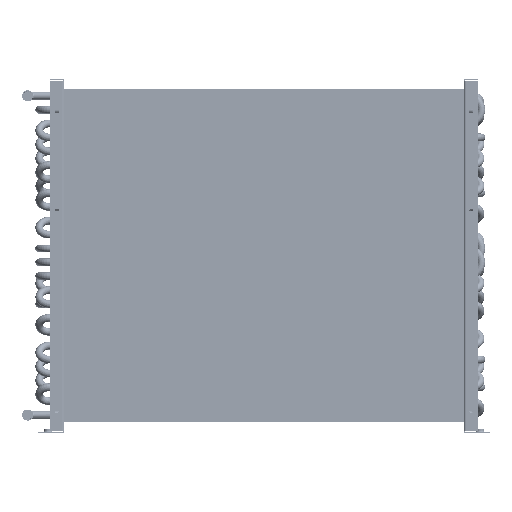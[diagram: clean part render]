
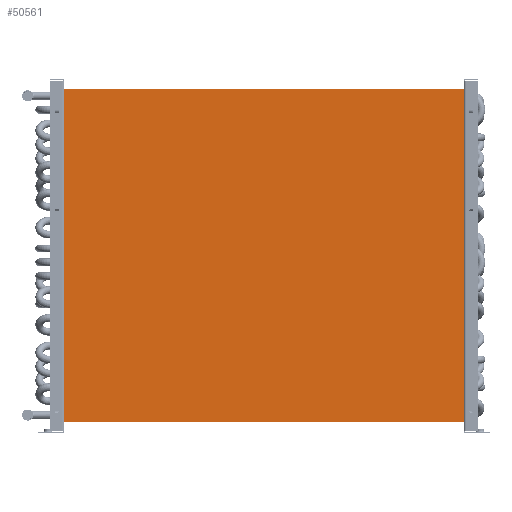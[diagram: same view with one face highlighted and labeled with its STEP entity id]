
A CAD part, left-side view. The second image highlights one B-rep face of the part: STEP entity #50561.
In plain terms, the highlighted planar face has unit normal (-1, 0, 0).
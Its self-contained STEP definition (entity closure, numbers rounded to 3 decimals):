
#46918=DIRECTION('',(0.,0.,1.));
#46919=VECTOR('',#46918,300.);
#46920=CARTESIAN_POINT('',(-31.25,180.,-150.));
#46921=LINE('',#46920,#46919);
#47406=DIRECTION('',(0.,0.,1.));
#47407=VECTOR('',#47406,300.);
#47408=CARTESIAN_POINT('',(-31.25,-180.,-150.));
#47409=LINE('',#47408,#47407);
#47410=DIRECTION('',(0.,-1.,0.));
#47411=VECTOR('',#47410,360.);
#47412=CARTESIAN_POINT('',(-31.25,180.,-150.));
#47413=LINE('',#47412,#47411);
#47418=DIRECTION('',(0.,-1.,0.));
#47419=VECTOR('',#47418,360.);
#47420=CARTESIAN_POINT('',(-31.25,180.,150.));
#47421=LINE('',#47420,#47419);
#47482=CARTESIAN_POINT('',(-31.25,180.,-150.));
#47483=CARTESIAN_POINT('',(-31.25,180.,150.));
#47484=VERTEX_POINT('',#47482);
#47485=VERTEX_POINT('',#47483);
#47486=CARTESIAN_POINT('',(-31.25,-180.,-150.));
#47487=VERTEX_POINT('',#47486);
#47488=CARTESIAN_POINT('',(-31.25,-180.,150.));
#47489=VERTEX_POINT('',#47488);
#50548=CARTESIAN_POINT('',(-31.25,-180.,150.));
#50549=DIRECTION('',(1.,0.,0.));
#50550=DIRECTION('',(0.,0.,-1.));
#50551=AXIS2_PLACEMENT_3D('',#50548,#50549,#50550);
#50552=PLANE('',#50551);
#50553=ORIENTED_EDGE('',*,*,#48601,.T.);
#50555=ORIENTED_EDGE('',*,*,#50554,.T.);
#50556=ORIENTED_EDGE('',*,*,#48098,.F.);
#50558=ORIENTED_EDGE('',*,*,#50557,.F.);
#50559=EDGE_LOOP('',(#50553,#50555,#50556,#50558));
#50560=FACE_OUTER_BOUND('',#50559,.F.);
#50561=ADVANCED_FACE('',(#50560),#50552,.F.);
#48098=EDGE_CURVE('',#47487,#47489,#47409,.T.);
#48601=EDGE_CURVE('',#47484,#47485,#46921,.T.);
#50554=EDGE_CURVE('',#47485,#47489,#47421,.T.);
#50557=EDGE_CURVE('',#47484,#47487,#47413,.T.);
